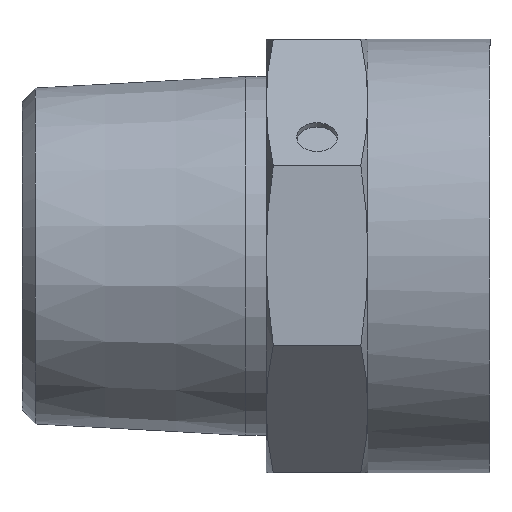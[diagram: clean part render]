
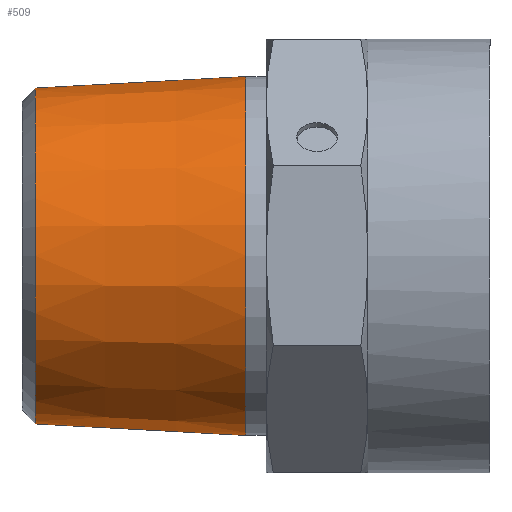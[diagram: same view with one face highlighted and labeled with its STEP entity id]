
A CAD part, top view. The second image highlights one B-rep face of the part: STEP entity #509.
In plain terms, the highlighted conical face has half-angle 3.122 degrees and reference radius 8.818 mm.
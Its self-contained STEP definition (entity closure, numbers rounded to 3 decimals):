
#95=CONICAL_SURFACE('',#587,8.818,0.054);
#226=ORIENTED_EDGE('',*,*,#296,.T.);
#227=ORIENTED_EDGE('',*,*,#293,.F.);
#293=EDGE_CURVE('',#336,#336,#363,.T.);
#296=EDGE_CURVE('',#339,#339,#366,.T.);
#336=VERTEX_POINT('',#957);
#339=VERTEX_POINT('',#968);
#363=CIRCLE('',#578,8.253);
#366=CIRCLE('',#586,8.818);
#411=EDGE_LOOP('',(#226));
#412=EDGE_LOOP('',(#227));
#459=FACE_BOUND('',#411,.T.);
#460=FACE_BOUND('',#412,.T.);
#509=ADVANCED_FACE('',(#459,#460),#95,.T.);
#578=AXIS2_PLACEMENT_3D('',#956,#704,#705);
#586=AXIS2_PLACEMENT_3D('',#967,#720,#721);
#587=AXIS2_PLACEMENT_3D('',#969,#722,#723);
#704=DIRECTION('',(-1.,0.,0.));
#705=DIRECTION('',(0.,-1.,0.));
#720=DIRECTION('',(-1.,0.,0.));
#721=DIRECTION('',(0.,-1.,0.));
#722=DIRECTION('',(1.,0.,0.));
#723=DIRECTION('',(0.,1.,0.));
#956=CARTESIAN_POINT('',(-10.675,0.,0.));
#957=CARTESIAN_POINT('',(-10.675,-8.253,0.));
#967=CARTESIAN_POINT('',(-0.314,0.,0.));
#968=CARTESIAN_POINT('',(-0.314,-8.818,0.));
#969=CARTESIAN_POINT('',(-0.314,0.,0.));
